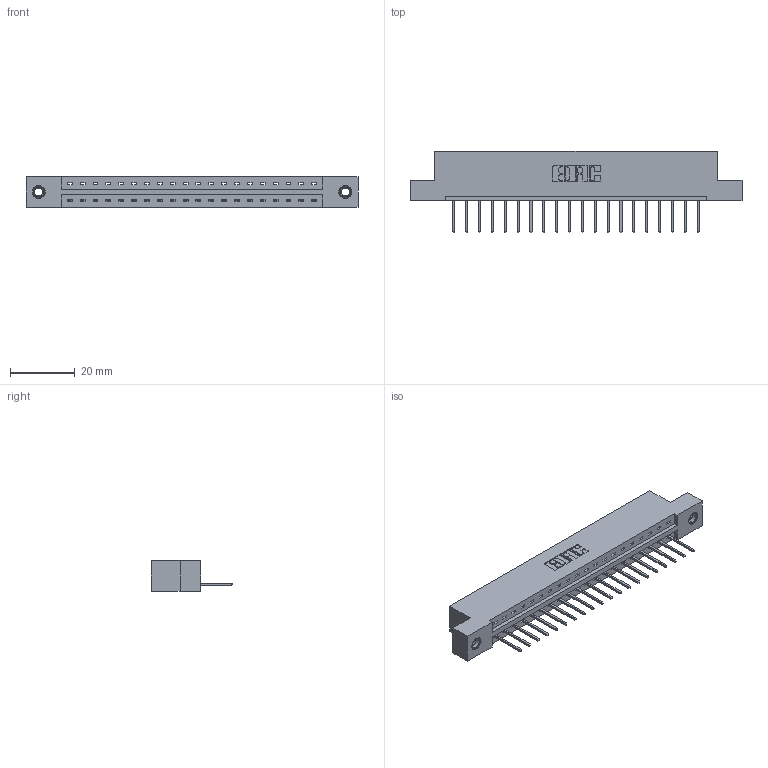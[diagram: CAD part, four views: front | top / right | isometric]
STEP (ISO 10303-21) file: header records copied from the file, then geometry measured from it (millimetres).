
FILE_DESCRIPTION (( 'STEP AP203' ), '1' );
FILE_NAME ('387-020-523-107.STEP', '2019-10-02T22:19:18', ( '' ), ( '' ), 'SwSTEP 2.0', 'SolidWorks 2016', '' );
FILE_SCHEMA (( 'CONFIG_CONTROL_DESIGN' ));
Length unit declared in the file: inch
Products named in the file (4): 345-250-001_345-250-005-103; 387-020-523-107; 337 Part_Flush Mounting Lugs - 0.156 Dia-TI; 345-292-001_345-293-123
Assembly tree (23 placements, depth 2):
  387-020-523-107
    337 Part_Flush Mounting Lugs - 0.156 Dia-TI
    345-292-001_345-293-123  x20
    345-250-001_345-250-005-103  x2
Bounding box: 102.26 x 25.15 x 9.4 mm (x, y, z)
Volume: 10331.7 mm3; surface area: 10612.9 mm2
Topology: 23 solids, 23 shells, 1414 faces, 4207 edges, 2770 vertices
Faces by surface type: plane 1022, cylinder 376, cone 12, torus 4
Entity records: 18916 total; most frequent: CARTESIAN_POINT 3273, ORIENTED_EDGE 3222, DIRECTION 2833, EDGE_CURVE 1611, LINE 1463, VECTOR 1463, VERTEX_POINT 1068, AXIS2_PLACEMENT_3D 685
